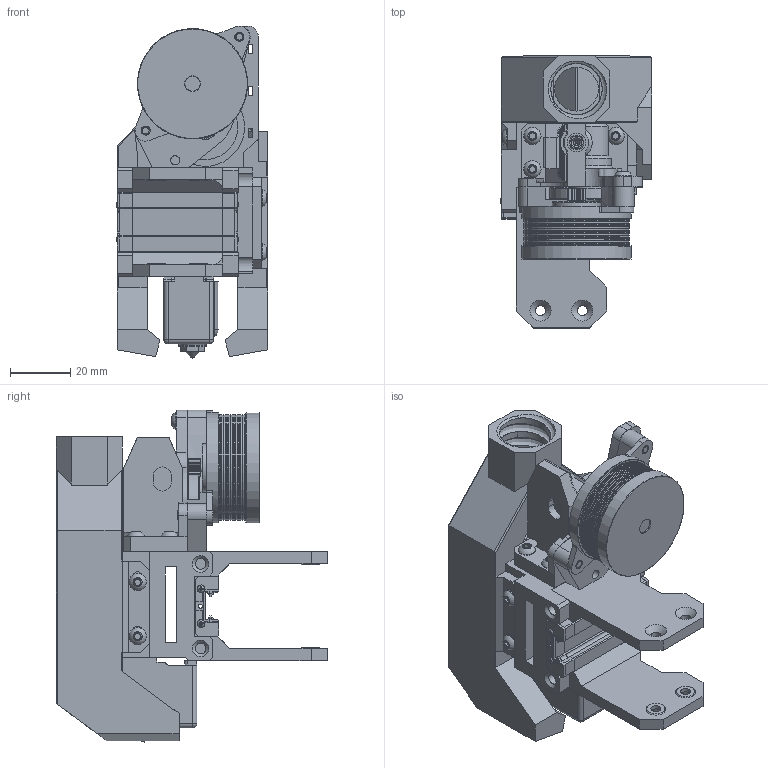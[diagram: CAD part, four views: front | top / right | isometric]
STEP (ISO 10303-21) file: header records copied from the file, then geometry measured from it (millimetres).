
FILE_DESCRIPTION(('STEP AP203'), '1');
FILE_NAME('my_printhead_volcano', '2024-01-14T12:47:51', ('Alexander'), (''), 'ASCON STEP Converter 1.6', 'ASCON Math Kernel', '');
FILE_SCHEMA(('CONFIG_CONTROL_DESIGN'));
Length unit declared in the file: millimetre
Products named in the file (28): Carriage MGN9H; 30x30x10mm fan; Sock volcano; NOZZLE 0.4_Volcano; MF-00 - K3D Minifeeder; BMG small gear; BMG bearing; BMG motor gear; Motor Nema14 L17; BMG stift 19mm; Screw round M3x10; MF3 - Minifeeder 3; MF3-01 - Minifeeder 3 back; MF3-03 - Minifeeder 3 lever; Screw round M3x12; Threaded insert M3x5; Screw round M3x8; Screw round M3x16
Assembly tree (47 placements, depth 4):
  (unnamed)
    Carriage MGN9H
    (unnamed)
    (unnamed)
    30x30x10mm fan
    Sock volcano
    (unnamed)
    NOZZLE 0.4_Volcano
    (unnamed)
    (unnamed)
    MF-00 - K3D Minifeeder
      BMG small gear  x2
      BMG bearing  x2
      BMG motor gear
      Motor Nema14 L17
      BMG stift 19mm  x2
      Screw round M3x10
      MF3 - Minifeeder 3
        MF3-01 - Minifeeder 3 back
        MF3-03 - Minifeeder 3 lever
      Screw round M3x12
      (unnamed)
    (unnamed)
      (unnamed)
      (unnamed)
    Threaded insert M3x5  x7
    Screw round M3x10  x7
    Screw round M3x8  x4
    Screw round M3x16  x2
Bounding box: 50.33 x 90.08 x 110.01 mm (x, y, z)
Volume: 112992.3 mm3; surface area: 98236.4 mm2
Topology: 82 solids, 82 shells, 3409 faces, 8421 edges, 5205 vertices
Faces by surface type: plane 2577, cylinder 491, cone 212, bspline 69, sphere 49, torus 11
Full cylindrical faces by diameter (mm): 0.4 x1, 1.288 x5, 1.5 x1, 1.9 x1, 2 x2, 2.2 x2, 2.5 x7, 2.6 x8, 2.603 x4, 2.65 x1, 2.7 x1, 3 x34, 3.1 x5, 3.2 x17, 3.3 x8, 3.5 x19, 3.6 x7, 4.2 x2, 4.525 x2, 5 x7, 5.7 x15, 6 x5, 6.016 x8, 6.2 x1, 6.95 x1, 6.984 x8, 7 x5, 8 x9, 8.2 x3, 8.4 x1
Entity records: 105302 total; most frequent: CARTESIAN_POINT 47788, ORIENTED_EDGE 9118, DIRECTION 8879, EDGE_CURVE 4559, VERTEX_POINT 3108, LINE 2975, VECTOR 2975, AXIS2_PLACEMENT_3D 2952
